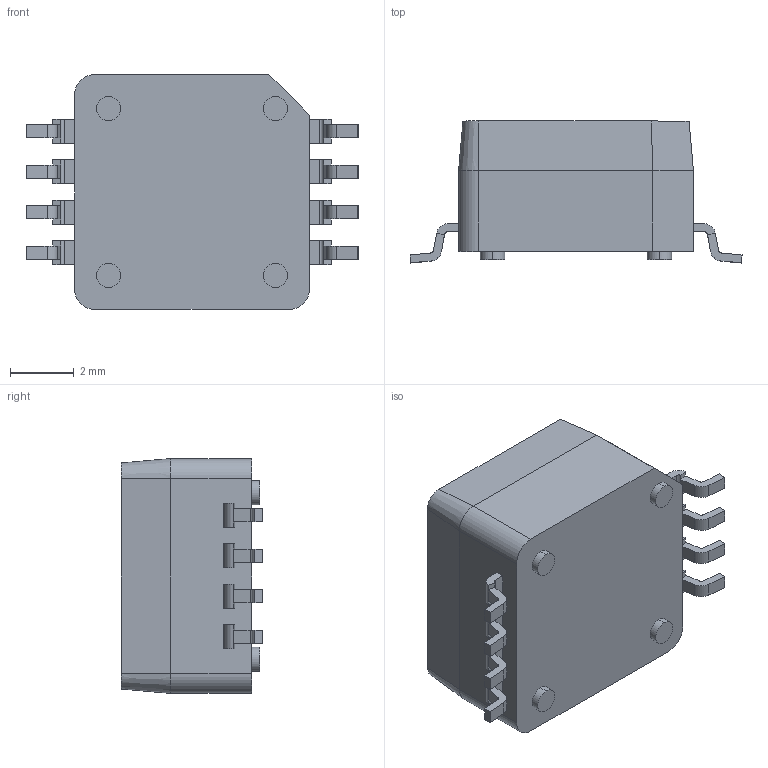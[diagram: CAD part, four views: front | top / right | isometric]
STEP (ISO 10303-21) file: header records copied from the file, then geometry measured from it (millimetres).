
FILE_DESCRIPTION (( 'STEP AP214' ), '1' );
FILE_NAME ('MP3H6115A6U.STEP', '2019-01-09T13:01:36', ( '' ), ( '' ), 'SwSTEP 2.0', 'SolidWorks 2017', '' );
FILE_SCHEMA (( 'AUTOMOTIVE_DESIGN' ));
Length unit declared in the file: inch
Products named in the file (1): MP3H6115A6U
Bounding box: 10.41 x 4.45 x 7.37 mm (x, y, z)
Volume: 207.9 mm3; surface area: 351.9 mm2
Topology: 10 solids, 10 shells, 195 faces, 470 edges, 300 vertices
Faces by surface type: plane 141, cylinder 51, cone 3
Entity records: 5752 total; most frequent: DIRECTION 967, CARTESIAN_POINT 966, ORIENTED_EDGE 940, EDGE_CURVE 470, LINE 365, VECTOR 365, AXIS2_PLACEMENT_3D 301, VERTEX_POINT 300
